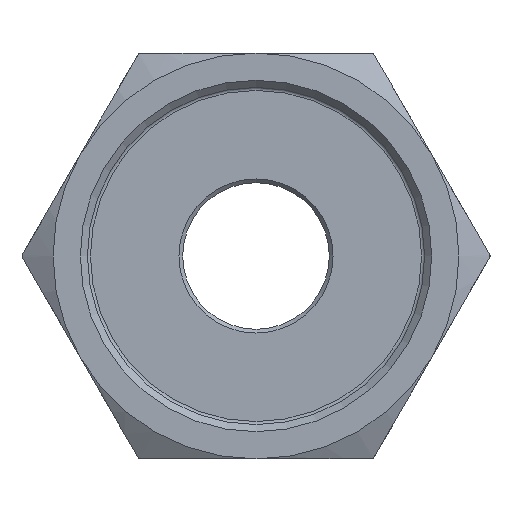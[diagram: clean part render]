
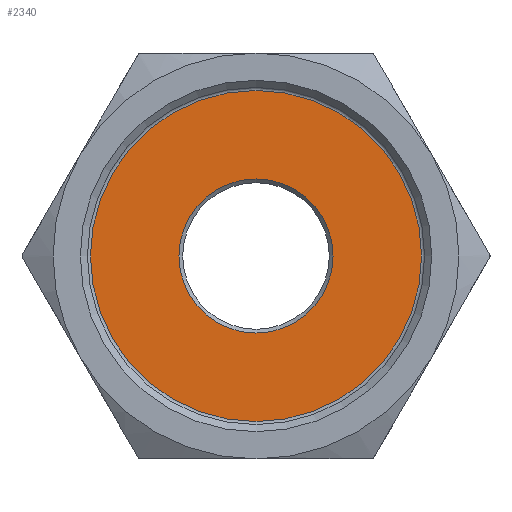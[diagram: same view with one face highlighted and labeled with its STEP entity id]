
A CAD part, left-side view. The second image highlights one B-rep face of the part: STEP entity #2340.
In plain terms, the highlighted planar face has unit normal (-1, 0, 0).
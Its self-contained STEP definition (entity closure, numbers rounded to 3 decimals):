
#122 = CIRCLE ( 'NONE', #125, 10.25 ) ;
#125 = AXIS2_PLACEMENT_3D ( 'NONE', #345, #362, #363 ) ;
#345 = CARTESIAN_POINT ( 'NONE',  ( 20.5, 0., 0. ) ) ;
#362 = DIRECTION ( 'NONE',  ( -1., 0., 0. ) ) ;
#363 = DIRECTION ( 'NONE',  ( 0., 0., 1. ) ) ;
#1026 = EDGE_CURVE ( 'NONE', #3731, #3731, #122, .T. ) ;
#1069 = EDGE_CURVE ( 'NONE', #3744, #3744, #7965, .T. ) ;
#2340 = ADVANCED_FACE ( 'NONE', ( #5075, #5136 ), #5141, .F. ) ;
#3730 = CARTESIAN_POINT ( 'NONE',  ( 20.5, 0., 10.25 ) ) ;
#3731 = VERTEX_POINT ( 'NONE', #3730 ) ;
#3737 = CARTESIAN_POINT ( 'NONE',  ( 20.5, 0., 22.023 ) ) ;
#3744 = VERTEX_POINT ( 'NONE', #3737 ) ;
#5075 = FACE_BOUND ( 'NONE', #6434, .T. ) ;
#5121 = DIRECTION ( 'NONE',  ( 1., 0., 0. ) ) ;
#5124 = CARTESIAN_POINT ( 'NONE',  ( 20.5, 0., -22.522 ) ) ;
#5133 = DIRECTION ( 'NONE',  ( 0., 1., 0. ) ) ;
#5136 = FACE_OUTER_BOUND ( 'NONE', #6485, .T. ) ;
#5141 = PLANE ( 'NONE',  #6707 ) ;
#6387 = ORIENTED_EDGE ( 'NONE', *, *, #1069, .F. ) ;
#6392 = ORIENTED_EDGE ( 'NONE', *, *, #1026, .F. ) ;
#6434 = EDGE_LOOP ( 'NONE', ( #6392 ) ) ;
#6485 = EDGE_LOOP ( 'NONE', ( #6387 ) ) ;
#6707 = AXIS2_PLACEMENT_3D ( 'NONE', #5124, #5121, #5133 ) ;
#7957 = AXIS2_PLACEMENT_3D ( 'NONE', #8867, #8863, #8857 ) ;
#7965 = CIRCLE ( 'NONE', #7957, 22.023 ) ;
#8857 = DIRECTION ( 'NONE',  ( 0., 0., 1. ) ) ;
#8863 = DIRECTION ( 'NONE',  ( 1., 0., 0. ) ) ;
#8867 = CARTESIAN_POINT ( 'NONE',  ( 20.5, 0., 0. ) ) ;
